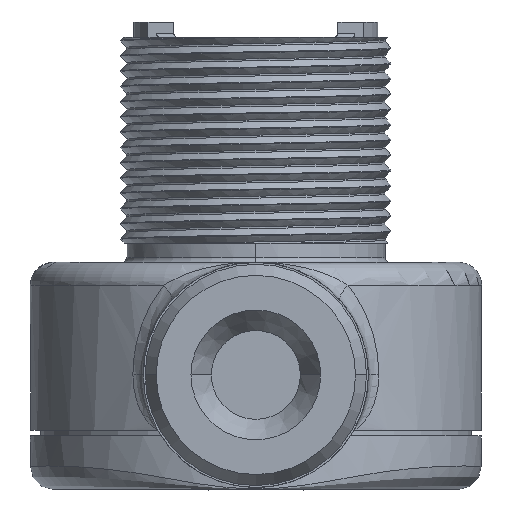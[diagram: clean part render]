
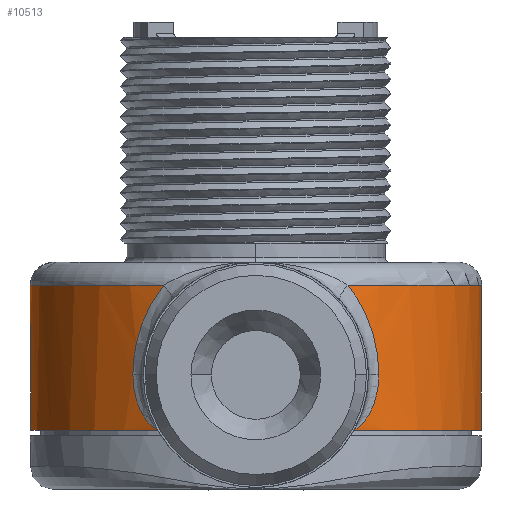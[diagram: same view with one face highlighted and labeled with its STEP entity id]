
A CAD part, front view. The second image highlights one B-rep face of the part: STEP entity #10513.
In plain terms, the highlighted cylindrical face has radius 15.037 mm (diameter 30.074 mm), a partial arc.
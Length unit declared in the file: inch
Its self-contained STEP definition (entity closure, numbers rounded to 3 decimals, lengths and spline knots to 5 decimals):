
#163=CARTESIAN_POINT('',(0.,0.925,-0.145));
#164=DIRECTION('',(0.,0.,-1.));
#165=DIRECTION('',(-0.434,-0.901,0.));
#166=AXIS2_PLACEMENT_3D('',#163,#164,#165);
#187=CARTESIAN_POINT('',(0.2569,0.39165,-0.145));
#188=CARTESIAN_POINT('',(0.25754,0.39195,
-0.14464));
#189=CARTESIAN_POINT('',(0.25883,0.39258,
-0.14387));
#190=CARTESIAN_POINT('',(0.26088,0.39358,
-0.14258));
#191=CARTESIAN_POINT('',(0.26299,0.39462,
-0.14118));
#192=CARTESIAN_POINT('',(0.26513,0.39569,
-0.13966));
#193=CARTESIAN_POINT('',(0.26727,0.39676,
-0.13806));
#194=CARTESIAN_POINT('',(0.26947,0.39788,
-0.13632));
#195=CARTESIAN_POINT('',(0.27183,0.39909,
-0.13433));
#196=CARTESIAN_POINT('',(0.27443,0.40045,
-0.13199));
#197=CARTESIAN_POINT('',(0.2773,0.40196,
-0.12923));
#198=CARTESIAN_POINT('',(0.28038,0.4036,
-0.12603));
#199=CARTESIAN_POINT('',(0.28363,0.40536,
-0.12236));
#200=CARTESIAN_POINT('',(0.28701,0.40722,
-0.1182));
#201=CARTESIAN_POINT('',(0.29045,0.40914,
-0.11356));
#202=CARTESIAN_POINT('',(0.29396,0.41113,
-0.10834));
#203=CARTESIAN_POINT('',(0.2976,0.41323,
-0.10234));
#204=CARTESIAN_POINT('',(0.30137,0.41545,
-0.09536));
#205=CARTESIAN_POINT('',(0.30527,0.41777,
-0.08714));
#206=CARTESIAN_POINT('',(0.30915,0.42012,
-0.0776));
#207=CARTESIAN_POINT('',(0.31282,0.4224,
-0.06678));
#208=CARTESIAN_POINT('',(0.31613,0.42447,
-0.05467));
#209=CARTESIAN_POINT('',(0.31887,0.42621,
-0.04156));
#210=CARTESIAN_POINT('',(0.32088,0.4275,
-0.02782));
#211=CARTESIAN_POINT('',(0.32207,0.42828,
-0.01378));
#212=CARTESIAN_POINT('',(0.32233,0.42845,
-0.00459));
#213=CARTESIAN_POINT('',(0.32233,0.42845,0.));
#215=CARTESIAN_POINT('',(0.32233,0.42845,0.));
#216=CARTESIAN_POINT('',(0.32233,0.42845,
0.00665));
#217=CARTESIAN_POINT('',(0.32199,0.42822,
0.01999));
#218=CARTESIAN_POINT('',(0.32044,0.42722,
0.04015));
#219=CARTESIAN_POINT('',(0.31781,0.42554,
0.06041));
#220=CARTESIAN_POINT('',(0.31408,0.42317,
0.08073));
#221=CARTESIAN_POINT('',(0.3092,0.42015,
0.10105));
#222=CARTESIAN_POINT('',(0.30313,0.41648,
0.12131));
#223=CARTESIAN_POINT('',(0.29587,0.41221,
0.14142));
#224=CARTESIAN_POINT('',(0.28738,0.4074,
0.16128));
#225=CARTESIAN_POINT('',(0.27768,0.40212,
0.18073));
#226=CARTESIAN_POINT('',(0.2668,0.39648,
0.19962));
#227=CARTESIAN_POINT('',(0.25479,0.39057,
0.21783));
#228=CARTESIAN_POINT('',(0.24611,0.38656,
0.22937));
#229=CARTESIAN_POINT('',(0.2416,0.38454,0.235));
#257=CARTESIAN_POINT('',(-0.2416,0.38454,0.235));
#258=CARTESIAN_POINT('',(-0.24611,0.38656,
0.22937));
#259=CARTESIAN_POINT('',(-0.25479,0.39057,
0.21783));
#260=CARTESIAN_POINT('',(-0.2668,0.39648,
0.19962));
#261=CARTESIAN_POINT('',(-0.27768,0.40212,
0.18073));
#262=CARTESIAN_POINT('',(-0.28738,0.4074,
0.16128));
#263=CARTESIAN_POINT('',(-0.29587,0.41221,
0.14142));
#264=CARTESIAN_POINT('',(-0.30313,0.41648,
0.12131));
#265=CARTESIAN_POINT('',(-0.3092,0.42015,
0.10105));
#266=CARTESIAN_POINT('',(-0.31408,0.42317,
0.08073));
#267=CARTESIAN_POINT('',(-0.31781,0.42554,
0.06041));
#268=CARTESIAN_POINT('',(-0.32044,0.42722,
0.04015));
#269=CARTESIAN_POINT('',(-0.32199,0.42822,
0.01999));
#270=CARTESIAN_POINT('',(-0.32233,0.42845,
0.00665));
#271=CARTESIAN_POINT('',(-0.32233,0.42845,0.));
#348=CARTESIAN_POINT('',(0.,0.925,0.235));
#349=DIRECTION('',(0.,0.,1.));
#350=DIRECTION('',(1.,0.,0.));
#351=AXIS2_PLACEMENT_3D('',#348,#349,#350);
#368=CARTESIAN_POINT('',(0.,0.925,0.235));
#369=DIRECTION('',(0.,0.,1.));
#370=DIRECTION('',(0.408,-0.913,0.));
#371=AXIS2_PLACEMENT_3D('',#368,#369,#370);
#9531=CARTESIAN_POINT('',(0.2416,0.38454,0.235));
#9573=CARTESIAN_POINT('',(-0.32233,0.42845,0.));
#9574=CARTESIAN_POINT('',(-0.32233,0.42845,
-0.0045));
#9575=CARTESIAN_POINT('',(-0.32208,0.42829,
-0.01351));
#9576=CARTESIAN_POINT('',(-0.32093,0.42754,
-0.02728));
#9577=CARTESIAN_POINT('',(-0.319,0.4263,
-0.04077));
#9578=CARTESIAN_POINT('',(-0.31637,0.42462,
-0.05367));
#9579=CARTESIAN_POINT('',(-0.31316,0.42261,
-0.06564));
#9580=CARTESIAN_POINT('',(-0.30959,0.42039,
-0.0764));
#9581=CARTESIAN_POINT('',(-0.3058,0.41809,
-0.08591));
#9582=CARTESIAN_POINT('',(-0.30198,0.4158,
-0.09416));
#9583=CARTESIAN_POINT('',(-0.29826,0.41362,
-0.10118));
#9584=CARTESIAN_POINT('',(-0.29467,0.41154,
-0.10722));
#9585=CARTESIAN_POINT('',(-0.29121,0.40957,
-0.11247));
#9586=CARTESIAN_POINT('',(-0.28781,0.40766,
-0.11716));
#9587=CARTESIAN_POINT('',(-0.28444,0.40581,
-0.1214));
#9588=CARTESIAN_POINT('',(-0.28118,0.40403,
-0.12516));
#9589=CARTESIAN_POINT('',(-0.27807,0.40237,
-0.12845));
#9590=CARTESIAN_POINT('',(-0.27518,0.40084,
-0.1313));
#9591=CARTESIAN_POINT('',(-0.27254,0.39947,
-0.1337));
#9592=CARTESIAN_POINT('',(-0.27019,0.39825,
-0.13572));
#9593=CARTESIAN_POINT('',(-0.26801,0.39714,
-0.13748));
#9594=CARTESIAN_POINT('',(-0.2659,0.39607,
-0.1391));
#9595=CARTESIAN_POINT('',(-0.26371,0.39498,
-0.14067));
#9596=CARTESIAN_POINT('',(-0.26147,0.39387,
-0.1422));
#9597=CARTESIAN_POINT('',(-0.25919,0.39275,
-0.14365));
#9598=CARTESIAN_POINT('',(-0.25767,0.39202,
-0.14456));
#9599=CARTESIAN_POINT('',(-0.2569,0.39165,-0.145));
#9614=CARTESIAN_POINT('',(0.592,0.925,0.235));
#9615=VERTEX_POINT('',#9614);
#9616=VERTEX_POINT('',#9531);
#9618=VERTEX_POINT('',#215);
#9620=VERTEX_POINT('',#187);
#9621=VERTEX_POINT('',#9573);
#9622=VERTEX_POINT('',#9599);
#9623=VERTEX_POINT('',#257);
#10493=CARTESIAN_POINT('',(0.,0.925,-0.295));
#10494=DIRECTION('',(0.,0.,1.));
#10495=DIRECTION('',(1.,0.,0.));
#10496=AXIS2_PLACEMENT_3D('',#10493,#10494,#10495);
#10497=CYLINDRICAL_SURFACE('',#10496,0.592);
#10498=ORIENTED_EDGE('',*,*,#10478,.T.);
#10500=ORIENTED_EDGE('',*,*,#10499,.T.);
#10502=ORIENTED_EDGE('',*,*,#10501,.T.);
#10504=ORIENTED_EDGE('',*,*,#10503,.T.);
#10506=ORIENTED_EDGE('',*,*,#10505,.T.);
#10508=ORIENTED_EDGE('',*,*,#10507,.T.);
#10510=ORIENTED_EDGE('',*,*,#10509,.T.);
#10511=EDGE_LOOP('',(#10498,#10500,#10502,#10504,#10506,#10508,#10510));
#10512=FACE_OUTER_BOUND('',#10511,.F.);
#10513=ADVANCED_FACE('',(#10512),#10497,.T.);
#167=CIRCLE('',#166,0.592);
#214=B_SPLINE_CURVE_WITH_KNOTS('',3,(#187,#188,#189,#190,#191,#192,#193,#194,
#195,#196,#197,#198,#199,#200,#201,#202,#203,#204,#205,#206,#207,#208,#209,#210,
#211,#212,#213),.UNSPECIFIED.,.F.,.F.,(4,1,1,1,1,1,1,1,1,1,1,1,1,1,1,1,1,1,1,1,
1,1,1,1,4),(0.,0.04167,0.08333,0.125,0.16667,
0.20833,0.25,0.29167,0.33333,0.375,
0.41667,0.45833,0.5,0.54167,0.58333,
0.625,0.66667,0.70833,0.75,0.79167,
0.83333,0.875,0.91667,0.95833,1.),
.UNSPECIFIED.);
#230=B_SPLINE_CURVE_WITH_KNOTS('',3,(#215,#216,#217,#218,#219,#220,#221,#222,
#223,#224,#225,#226,#227,#228,#229),.UNSPECIFIED.,.F.,.F.,(4,1,1,1,1,1,1,1,1,1,
1,1,4),(0.,0.08333,0.16667,0.25,0.33333,
0.41667,0.5,0.58333,0.66667,0.75,
0.83333,0.91667,1.),.UNSPECIFIED.);
#272=B_SPLINE_CURVE_WITH_KNOTS('',3,(#257,#258,#259,#260,#261,#262,#263,#264,
#265,#266,#267,#268,#269,#270,#271),.UNSPECIFIED.,.F.,.F.,(4,1,1,1,1,1,1,1,1,1,
1,1,4),(0.,0.08333,0.16667,0.25,0.33333,
0.41667,0.5,0.58333,0.66667,0.75,
0.83333,0.91667,1.),.UNSPECIFIED.);
#352=CIRCLE('',#351,0.592);
#372=CIRCLE('',#371,0.592);
#9600=B_SPLINE_CURVE_WITH_KNOTS('',3,(#9573,#9574,#9575,#9576,#9577,#9578,#9579,
#9580,#9581,#9582,#9583,#9584,#9585,#9586,#9587,#9588,#9589,#9590,#9591,#9592,
#9593,#9594,#9595,#9596,#9597,#9598,#9599),.UNSPECIFIED.,.F.,.F.,(4,1,1,1,1,1,1,
1,1,1,1,1,1,1,1,1,1,1,1,1,1,1,1,1,4),(0.,0.04167,0.08333,
0.125,0.16667,0.20833,0.25,0.29167,
0.33333,0.375,0.41667,0.45833,0.5,
0.54167,0.58333,0.625,0.66667,0.70833,
0.75,0.79167,0.83333,0.875,0.91667,
0.95833,1.),.UNSPECIFIED.);
#10478=EDGE_CURVE('',#9622,#9620,#167,.T.);
#10499=EDGE_CURVE('',#9620,#9618,#214,.T.);
#10501=EDGE_CURVE('',#9618,#9616,#230,.T.);
#10503=EDGE_CURVE('',#9616,#9615,#372,.T.);
#10505=EDGE_CURVE('',#9615,#9623,#352,.T.);
#10507=EDGE_CURVE('',#9623,#9621,#272,.T.);
#10509=EDGE_CURVE('',#9621,#9622,#9600,.T.);
